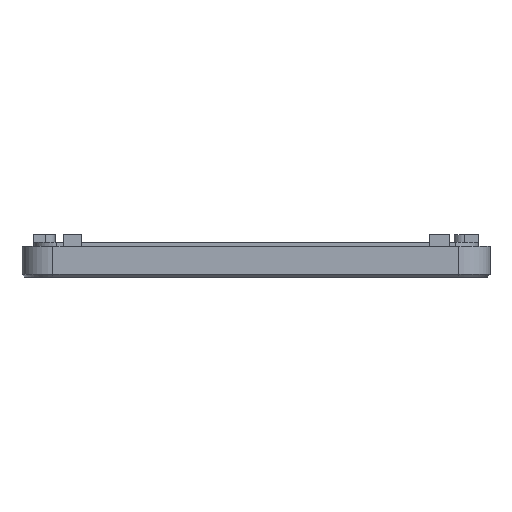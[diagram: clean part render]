
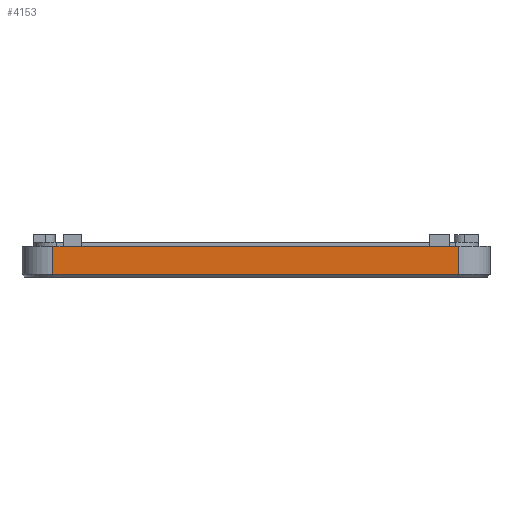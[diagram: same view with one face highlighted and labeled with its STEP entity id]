
A CAD part, front view. The second image highlights one B-rep face of the part: STEP entity #4153.
In plain terms, the highlighted planar face has unit normal (0, -1, 0).
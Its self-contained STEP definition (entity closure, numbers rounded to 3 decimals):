
#264=PLANE('',#4578);
#472=FACE_OUTER_BOUND('',#825,.T.);
#825=EDGE_LOOP('',(#3773,#3774,#3775,#3776));
#1080=LINE('',#5869,#1432);
#1091=LINE('',#5913,#1443);
#1399=LINE('',#7097,#1751);
#1400=LINE('',#7098,#1752);
#1432=VECTOR('',#4648,10.);
#1443=VECTOR('',#4673,10.);
#1751=VECTOR('',#5721,10.);
#1752=VECTOR('',#5722,10.);
#1794=VERTEX_POINT('',#5866);
#1795=VERTEX_POINT('',#5868);
#1804=VERTEX_POINT('',#5894);
#1806=VERTEX_POINT('',#5909);
#2172=EDGE_CURVE('',#1794,#1795,#1080,.T.);
#2188=EDGE_CURVE('',#1804,#1806,#1091,.T.);
#2693=EDGE_CURVE('',#1795,#1804,#1399,.T.);
#2694=EDGE_CURVE('',#1794,#1806,#1400,.T.);
#3773=ORIENTED_EDGE('',*,*,#2188,.F.);
#3774=ORIENTED_EDGE('',*,*,#2693,.F.);
#3775=ORIENTED_EDGE('',*,*,#2172,.F.);
#3776=ORIENTED_EDGE('',*,*,#2694,.T.);
#4153=ADVANCED_FACE('',(#472),#264,.T.);
#4578=AXIS2_PLACEMENT_3D('',#7096,#5719,#5720);
#4648=DIRECTION('',(1.,0.,0.));
#4673=DIRECTION('',(-1.,0.,0.));
#5719=DIRECTION('center_axis',(0.,-1.,0.));
#5720=DIRECTION('ref_axis',(-1.,0.,0.));
#5721=DIRECTION('',(0.,0.,-1.));
#5722=DIRECTION('',(0.,0.,-1.));
#5866=CARTESIAN_POINT('',(3.386,-59.087,-2.1));
#5868=CARTESIAN_POINT('',(75.097,-59.087,-2.1));
#5869=CARTESIAN_POINT('',(3.386,-59.087,-2.1));
#5894=CARTESIAN_POINT('',(75.097,-59.087,-7.1));
#5909=CARTESIAN_POINT('',(3.386,-59.087,-7.1));
#5913=CARTESIAN_POINT('',(57.173,-59.087,-7.1));
#7096=CARTESIAN_POINT('Origin',(75.097,-59.087,-2.1));
#7097=CARTESIAN_POINT('',(75.097,-59.087,-2.1));
#7098=CARTESIAN_POINT('',(3.386,-59.087,-2.1));
